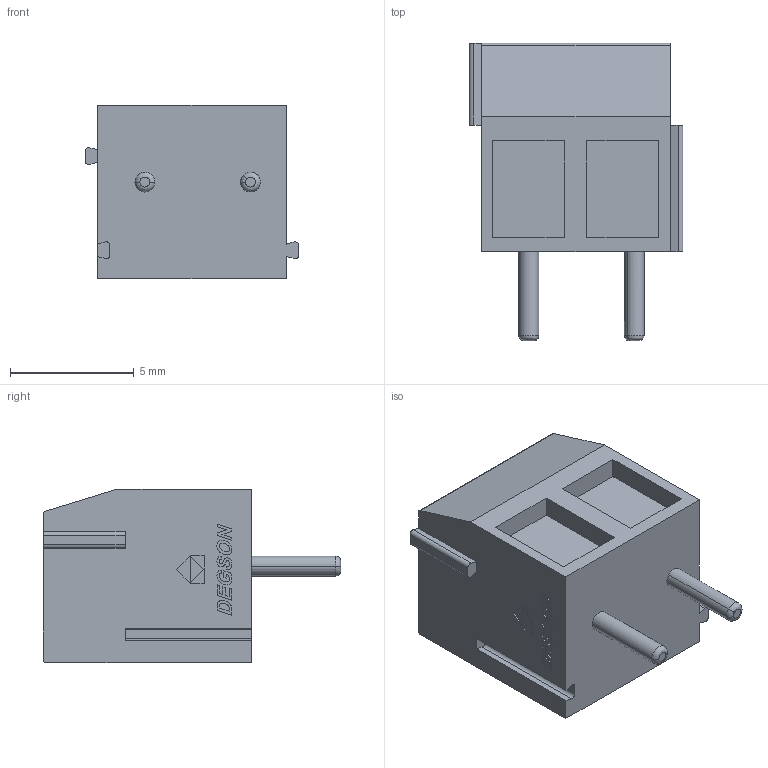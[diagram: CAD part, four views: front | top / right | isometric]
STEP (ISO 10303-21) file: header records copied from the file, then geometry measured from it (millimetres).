
FILE_DESCRIPTION((''),'2;1');
FILE_NAME('0002P','2020-05-25T',('Administrator'),(''),'CREO PARAMETRIC BY PTC INC, 2014350','CREO PARAMETRIC BY PTC INC, 2014350','');
FILE_SCHEMA(('CONFIG_CONTROL_DESIGN'));
Length unit declared in the file: millimetre
Products named in the file (1): 0002P
Bounding box: 8.62 x 12 x 7 mm (x, y, z)
Volume: 392.1 mm3; surface area: 498.6 mm2
Topology: 1 solids, 1 shells, 384 faces, 1084 edges, 723 vertices
Faces by surface type: plane 348, cylinder 28, bspline 4, cone 4
Entity records: 12395 total; most frequent: CARTESIAN_POINT 2329, ORIENTED_EDGE 2168, DIRECTION 1919, EDGE_CURVE 1084, VECTOR 991, LINE 991, VERTEX_POINT 723, AXIS2_PLACEMENT_3D 464
